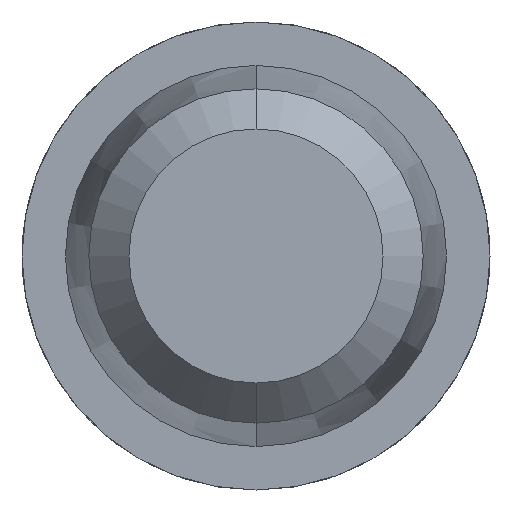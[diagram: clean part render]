
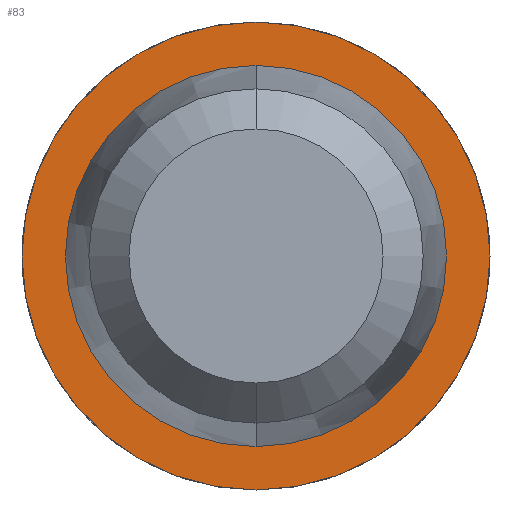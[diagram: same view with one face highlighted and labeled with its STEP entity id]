
A CAD part, front view. The second image highlights one B-rep face of the part: STEP entity #83.
In plain terms, the highlighted planar face has unit normal (0, -1, 0).
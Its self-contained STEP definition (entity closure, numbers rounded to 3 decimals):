
#60 = AXIS2_PLACEMENT_3D ( 'NONE', #4107, #2819, #609 ) ;
#83 = ADVANCED_FACE ( 'Defeature ausgef�hrt2_14', ( #281, #1818 ), #933, .T. ) ;
#97 = EDGE_CURVE ( 'Defeature ausgef�hrt2_13+Defeature ausgef�hrt2_14+Defeature ausgef�hrt2_14+Defeature ausgef�hrt2_14', #2278, #2927, #3327, .T. ) ;
#158 = CIRCLE ( 'NONE', #1438, 0.57 ) ;
#258 = EDGE_LOOP ( 'NONE', ( #2715, #935 ) ) ;
#281 = FACE_OUTER_BOUND ( 'NONE', #1466, .T. ) ;
#322 = DIRECTION ( 'NONE',  ( 0., 0., -1. ) ) ;
#381 = DIRECTION ( 'NONE',  ( 0., 0., -1. ) ) ;
#394 = CARTESIAN_POINT ( 'NONE',  ( 0., 26., 0.57 ) ) ;
#595 = CARTESIAN_POINT ( 'NONE',  ( 0., 26., 0. ) ) ;
#609 = DIRECTION ( 'NONE',  ( 0., 0., -1. ) ) ;
#708 = AXIS2_PLACEMENT_3D ( 'NONE', #595, #2185, #1897 ) ;
#933 = PLANE ( 'NONE',  #60 ) ;
#935 = ORIENTED_EDGE ( 'NONE', *, *, #2193, .F. ) ;
#983 = CARTESIAN_POINT ( 'NONE',  ( 0., 26., 0. ) ) ;
#1020 = DIRECTION ( 'NONE',  ( 0., -1., 0. ) ) ;
#1256 = AXIS2_PLACEMENT_3D ( 'NONE', #1964, #1020, #381 ) ;
#1438 = AXIS2_PLACEMENT_3D ( 'NONE', #2892, #3813, #322 ) ;
#1466 = EDGE_LOOP ( 'NONE', ( #2377, #3476 ) ) ;
#1494 = CIRCLE ( 'NONE', #1256, 0.7 ) ;
#1818 = FACE_BOUND ( 'NONE', #258, .T. ) ;
#1897 = DIRECTION ( 'NONE',  ( 0., 0., -1. ) ) ;
#1964 = CARTESIAN_POINT ( 'NONE',  ( 0., 26., 0. ) ) ;
#2185 = DIRECTION ( 'NONE',  ( 0., -1., 0. ) ) ;
#2193 = EDGE_CURVE ( 'Defeature ausgef�hrt2_13+Defeature ausgef�hrt2_14+Defeature ausgef�hrt2_14+Defeature ausgef�hrt2_14', #2927, #2278, #158, .T. ) ;
#2278 = VERTEX_POINT ( 'NONE', #394 ) ;
#2377 = ORIENTED_EDGE ( 'NONE', *, *, #3124, .T. ) ;
#2381 = CARTESIAN_POINT ( 'NONE',  ( 0., 26., 0.7 ) ) ;
#2568 = CIRCLE ( 'NONE', #2958, 0.7 ) ;
#2584 = VERTEX_POINT ( 'NONE', #3144 ) ;
#2632 = DIRECTION ( 'NONE',  ( 0., -1., 0. ) ) ;
#2714 = CARTESIAN_POINT ( 'NONE',  ( 0., 26., -0.57 ) ) ;
#2715 = ORIENTED_EDGE ( 'NONE', *, *, #97, .F. ) ;
#2819 = DIRECTION ( 'NONE',  ( 0., -1., 0. ) ) ;
#2892 = CARTESIAN_POINT ( 'NONE',  ( 0., 26., 0. ) ) ;
#2927 = VERTEX_POINT ( 'NONE', #2714 ) ;
#2958 = AXIS2_PLACEMENT_3D ( 'NONE', #983, #2632, #3512 ) ;
#2977 = VERTEX_POINT ( 'NONE', #2381 ) ;
#3124 = EDGE_CURVE ( 'Defeature ausgef�hrt2_14+Defeature ausgef�hrt2_15+Defeature ausgef�hrt2_15+Defeature ausgef�hrt2_15', #2584, #2977, #2568, .T. ) ;
#3144 = CARTESIAN_POINT ( 'NONE',  ( 0., 26., -0.7 ) ) ;
#3327 = CIRCLE ( 'NONE', #708, 0.57 ) ;
#3476 = ORIENTED_EDGE ( 'NONE', *, *, #3631, .T. ) ;
#3512 = DIRECTION ( 'NONE',  ( 0., 0., -1. ) ) ;
#3631 = EDGE_CURVE ( 'Defeature ausgef�hrt2_14+Defeature ausgef�hrt2_15+Defeature ausgef�hrt2_15+Defeature ausgef�hrt2_15', #2977, #2584, #1494, .T. ) ;
#3813 = DIRECTION ( 'NONE',  ( 0., -1., 0. ) ) ;
#4107 = CARTESIAN_POINT ( 'NONE',  ( 0.57, 26., 0. ) ) ;
